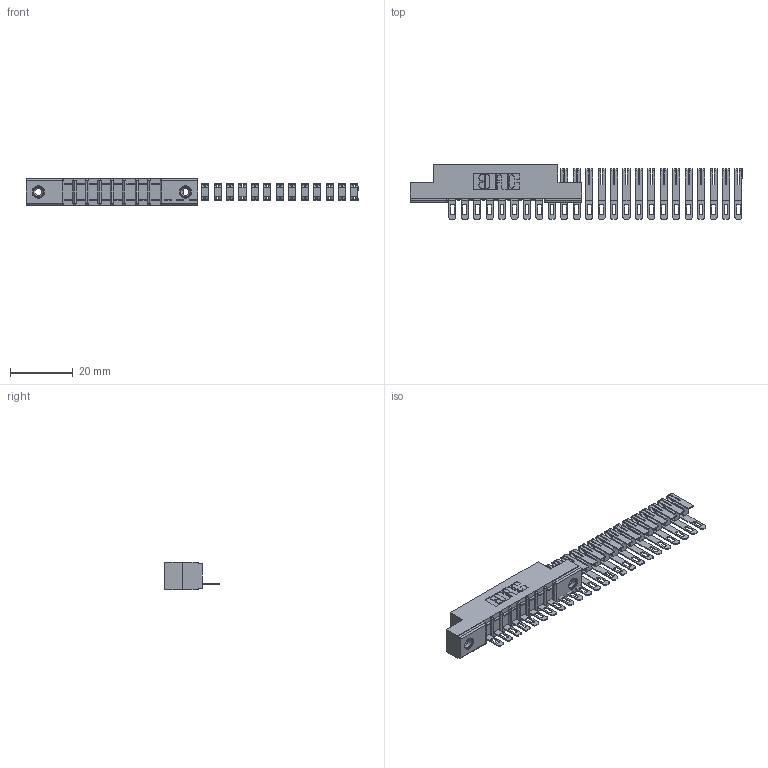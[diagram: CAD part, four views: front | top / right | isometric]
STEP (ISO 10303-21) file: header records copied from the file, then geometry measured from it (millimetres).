
FILE_DESCRIPTION (( 'STEP AP203' ), '1' );
FILE_NAME ('357-024-501-108.STEP', '2018-08-09T00:27:45', ( '' ), ( '' ), 'SwSTEP 2.0', 'SolidWorks 2016', '' );
FILE_SCHEMA (( 'CONFIG_CONTROL_DESIGN' ));
Length unit declared in the file: inch
Products named in the file (4): 307-290-002_501; 345-250-001_345-250-003-102; 357-024-501-108; 307 Part_.156 Dia Mounting Holes
Assembly tree (27 placements, depth 2):
  357-024-501-108
    307 Part_.156 Dia Mounting Holes
    307-290-002_501  x24
    345-250-001_345-250-003-102  x2
Bounding box: 105.75 x 17.42 x 8.71 mm (x, y, z)
Volume: 4082 mm3; surface area: 9524.5 mm2
Topology: 27 solids, 27 shells, 1691 faces, 5147 edges, 3398 vertices
Faces by surface type: plane 966, cylinder 691, sphere 18, cone 12, torus 4
Entity records: 13541 total; most frequent: CARTESIAN_POINT 2187, DIRECTION 2171, ORIENTED_EDGE 2154, EDGE_CURVE 1077, VECTOR 803, LINE 803, VERTEX_POINT 700, AXIS2_PLACEMENT_3D 684
